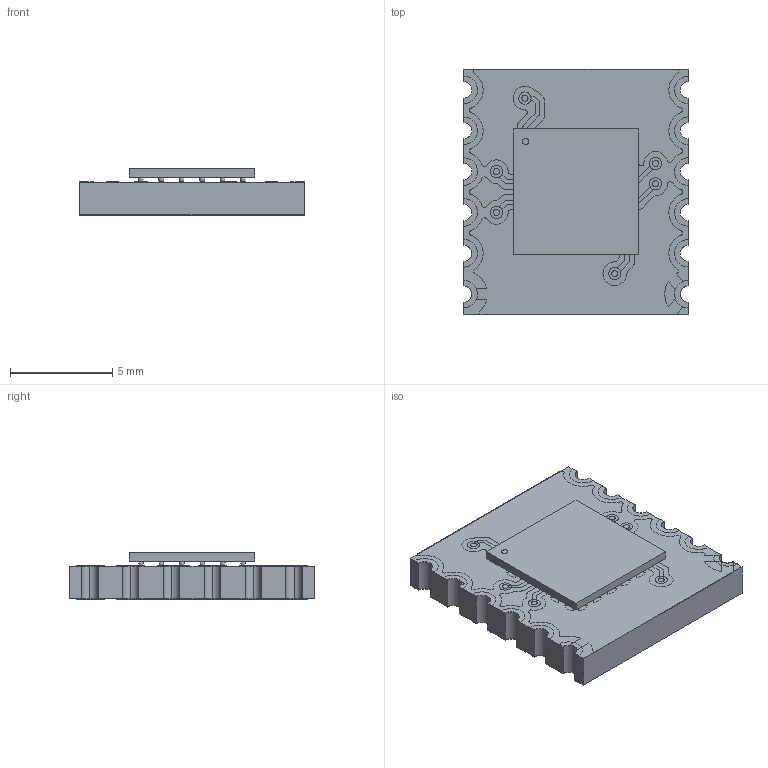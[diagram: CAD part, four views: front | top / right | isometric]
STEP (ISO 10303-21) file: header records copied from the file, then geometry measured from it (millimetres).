
FILE_DESCRIPTION(('FreeCAD Model'),'2;1');
FILE_NAME('Open CASCADE Shape Model','2024-08-22T14:03:54',( 'kicad StepUp'),('ksu MCAD'),'Open CASCADE STEP processor 7.6', 'FreeCAD','Unknown');
FILE_SCHEMA(('AUTOMOTIVE_DESIGN { 1 0 10303 214 1 1 1 1 }'));
Length unit declared in the file: millimetre
Products named in the file (51): Placa_SiPM; Local_CS_1cf2; Board_Geoms_1cf2; Pcb_1cf2; PCB_Sketch_1cf2; topPads_1cf2_cut; topTracks_1cf2; topZones_1cf2; botPads_1cf2_cut; botTracks_1cf2; Step_Models_1cf2; Top_1cf2; Placa_SiPM.kicad_sch_part038_7e5b207e7f31; part; part001; part002; part003; part004; part005; part006; part007; part008; part009; part010; part011; part012; part013; part014; part015; part016; part017; part018; part019; part020; part021; part022; part023; part024; part025; part026 ...
Assembly tree (50 placements, depth 5):
  Placa_SiPM
    Local_CS_1cf2
    Board_Geoms_1cf2
      Pcb_1cf2
      PCB_Sketch_1cf2
      topPads_1cf2_cut
      topTracks_1cf2
      topZones_1cf2
      botPads_1cf2_cut
      botTracks_1cf2
    Step_Models_1cf2
      Top_1cf2
        Placa_SiPM.kicad_sch_part038_7e5b207e7f31
          part
          part001
          part002
          part003
          part004
          part005
          part006
          part007
          part008
          part009
          part010
          part011
          part012
          part013
          part014
          part015
          part016
          part017
          part018
          part019
          part020
          part021
          part022
          part023
          part024
          part025
          part026
          part027
          part028
          part029
          part030
          part031
          part032
          part033
          part034
          part035
          part036
          part037
Bounding box: 11 x 12.05 x 2.28 mm (x, y, z)
Volume: 222.2 mm3; surface area: 541.6 mm2
Topology: 39 solids, 121 shells, 163 faces, 2098 edges, 2027 vertices
Faces by surface type: plane 108, sphere 36, cylinder 19
Full cylindrical faces by diameter (mm): 0.309 x1
Entity records: 20082 total; most frequent: CARTESIAN_POINT 4196, DIRECTION 2700, ORIENTED_EDGE 2103, EDGE_CURVE 1986, VERTEX_POINT 1983, LINE 1706, VECTOR 1706, AXIS2_PLACEMENT_3D 497
